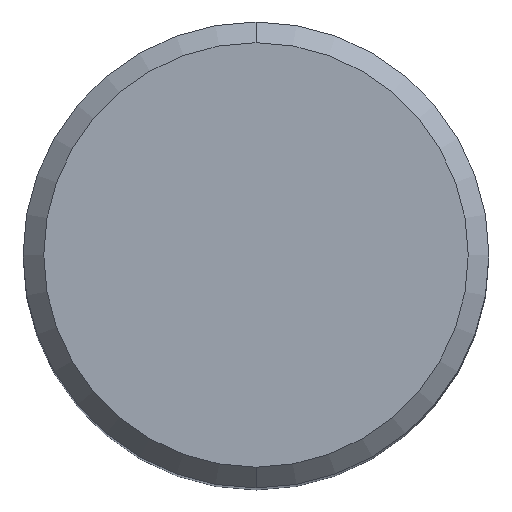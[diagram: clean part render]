
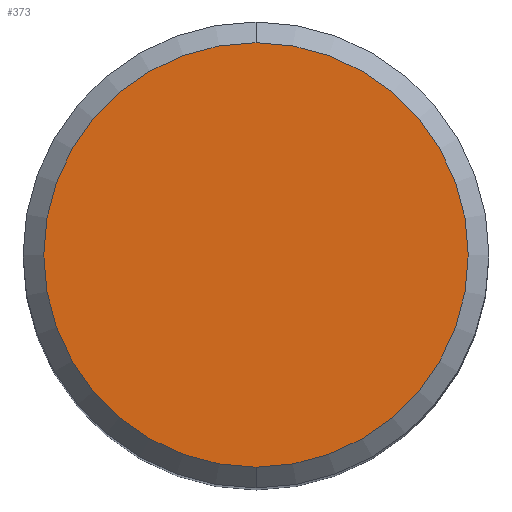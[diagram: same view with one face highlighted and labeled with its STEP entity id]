
A CAD part, top view. The second image highlights one B-rep face of the part: STEP entity #373.
In plain terms, the highlighted planar face has unit normal (0, 0, 1).
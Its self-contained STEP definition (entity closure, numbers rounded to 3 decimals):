
#347=EDGE_CURVE('',#353,#419,#652,.T.);
#353=VERTEX_POINT('',#658);
#355=EDGE_CURVE('',#419,#353,#660,.T.);
#373=ADVANCED_FACE('',(#681),#682,.T.);
#419=VERTEX_POINT('',#736);
#652=CIRCLE('',#1255,8.2);
#658=CARTESIAN_POINT('',(0.0,8.2,0.0));
#660=CIRCLE('',#1268,8.2);
#681=FACE_OUTER_BOUND('',#1295,.T.);
#682=PLANE('',#1296);
#736=CARTESIAN_POINT('',(0.,-8.2,0.0));
#1255=AXIS2_PLACEMENT_3D('',#1613,#1614,#1615);
#1268=AXIS2_PLACEMENT_3D('',#1618,#1619,#1620);
#1295=EDGE_LOOP('',(#1658,#1659));
#1296=AXIS2_PLACEMENT_3D('',#1660,#1661,#1662);
#1613=CARTESIAN_POINT('',(0.0,0.0,0.0));
#1614=DIRECTION('',(0.0,0.0,-1.0));
#1615=DIRECTION('',(0.0,1.0,0.0));
#1618=CARTESIAN_POINT('',(0.0,0.0,0.0));
#1619=DIRECTION('',(0.0,0.0,-1.0));
#1620=DIRECTION('',(0.0,1.0,0.0));
#1658=ORIENTED_EDGE('',*,*,#347,.F.);
#1659=ORIENTED_EDGE('',*,*,#355,.F.);
#1660=CARTESIAN_POINT('',(0.0,4.1,0.0));
#1661=DIRECTION('',(-0.0,0.0,1.0));
#1662=DIRECTION('',(0.0,-1.0,0.0));
